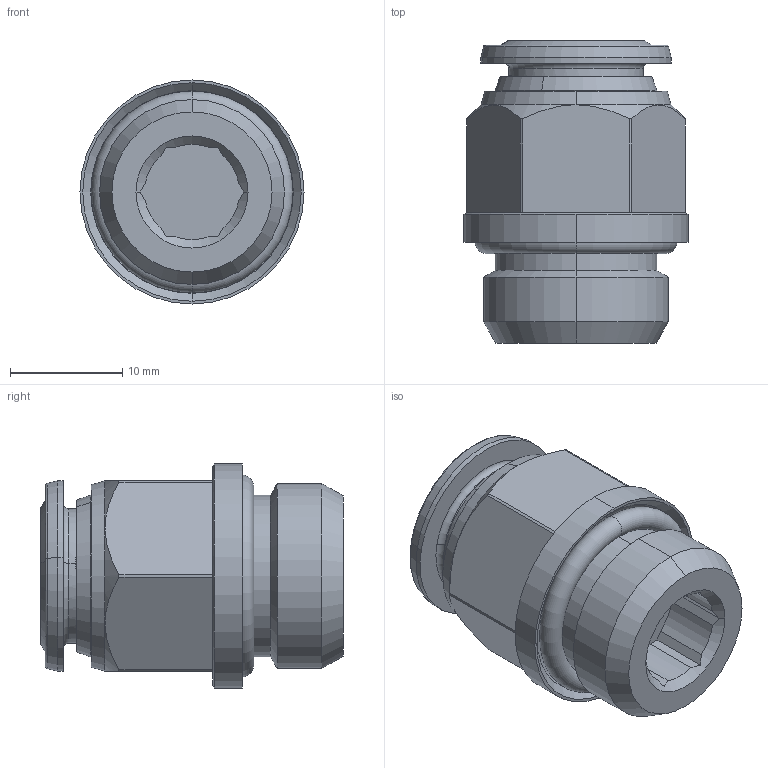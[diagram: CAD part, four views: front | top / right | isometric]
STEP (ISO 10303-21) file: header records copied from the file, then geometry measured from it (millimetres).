
FILE_DESCRIPTION (( 'STEP AP214' ), '1' );
FILE_NAME ('6002000008.step', '2012-10-16T16:31:11', ( '' ), ( '' ), 'SwSTEP 2.0', 'SolidWorks 2012', '' );
FILE_SCHEMA (( 'AUTOMOTIVE_DESIGN' ));
Length unit declared in the file: millimetre
Products named in the file (1): 6002000008
Bounding box: 20 x 27 x 20 mm (x, y, z)
Volume: 5290.7 mm3; surface area: 2794.2 mm2
Topology: 1 solids, 1 shells, 104 faces, 256 edges, 160 vertices
Faces by surface type: plane 40, cylinder 26, cone 26, torus 12
Entity records: 4362 total; most frequent: CARTESIAN_POINT 677, DIRECTION 554, ORIENTED_EDGE 512, EDGE_CURVE 256, AXIS2_PLACEMENT_3D 225, VERTEX_POINT 160, CIRCLE 120, EDGE_LOOP 114
